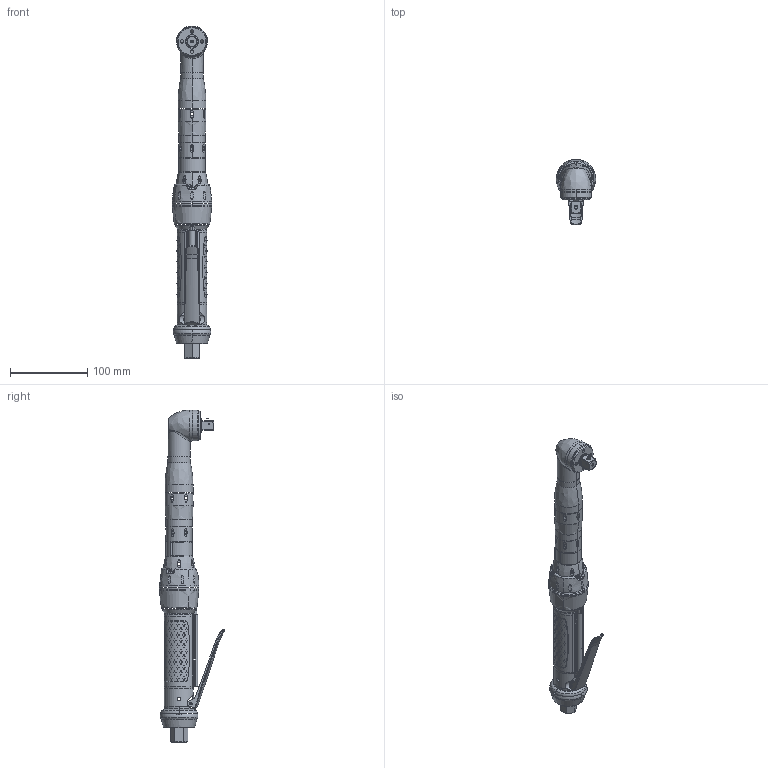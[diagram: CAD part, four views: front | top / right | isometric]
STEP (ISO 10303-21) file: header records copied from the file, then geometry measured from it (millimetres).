
FILE_DESCRIPTION((''),'2;1');
FILE_NAME('TMP141740_SW','2011-08-08T',('tooextcsr'),(''),'PRO/ENGINEER BY PARAMETRIC TECHNOLOGY CORPORATION, 2008310','PRO/ENGINEER BY PARAMETRIC TECHNOLOGY CORPORATION, 2008310','');
FILE_SCHEMA(('CONFIG_CONTROL_DESIGN', 'GEOMETRIC_VALIDATION_PROPERTIES_MIM'));
Length unit declared in the file: millimetre
Products named in the file (1): TMP141740_SW
Bounding box: 51.4 x 84.73 x 429.1 mm (x, y, z)
Surface area: 72810.6 mm2 (no closed solid volume)
Topology: 0 solids, 116 shells, 394 faces, 2666 edges, 2358 vertices
Faces by surface type: cylinder 171, bspline 82, torus 70, plane 40, cone 26, extrusion 4, sphere 1
Entity records: 45218 total; most frequent: CARTESIAN_POINT 25774, ORIENTED_EDGE 3214, EDGE_CURVE 2665, VERTEX_POINT 2358, B_SPLINE_CURVE_WITH_KNOTS 2043, DIRECTION 1679, AXIS2_PLACEMENT_3D 741, FILL_AREA_STYLE_COLOUR 626
